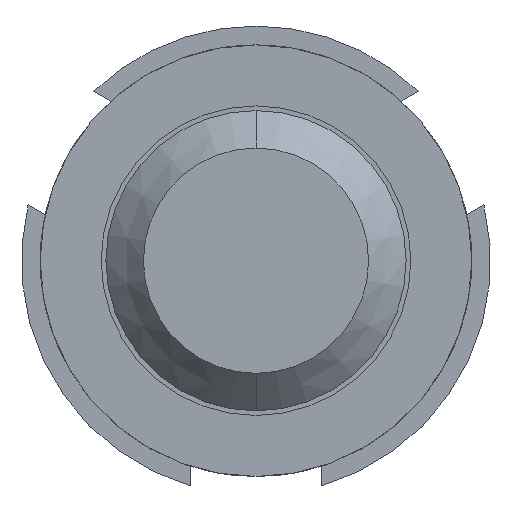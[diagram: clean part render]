
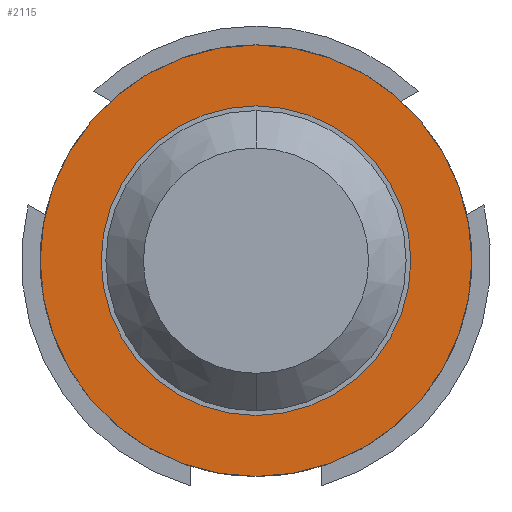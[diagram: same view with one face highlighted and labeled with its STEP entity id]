
A CAD part, front view. The second image highlights one B-rep face of the part: STEP entity #2115.
In plain terms, the highlighted planar face has unit normal (0, -1, 0).
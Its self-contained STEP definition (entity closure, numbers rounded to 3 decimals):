
#38 = CARTESIAN_POINT ( 'NONE',  ( 0.825, 12.25, 0. ) ) ;
#161 = CARTESIAN_POINT ( 'NONE',  ( 0., 12.25, 0. ) ) ;
#173 = DIRECTION ( 'NONE',  ( 0., 1., 0. ) ) ;
#270 = DIRECTION ( 'NONE',  ( 0., 0., 1. ) ) ;
#490 = DIRECTION ( 'NONE',  ( 0., 0., 1. ) ) ;
#502 = EDGE_CURVE ( 'NONE', #1268, #1415, #2099, .T. ) ;
#651 = ORIENTED_EDGE ( 'NONE', *, *, #736, .F. ) ;
#722 = AXIS2_PLACEMENT_3D ( 'NONE', #38, #2177, #490 ) ;
#736 = EDGE_CURVE ( 'NONE', #4469, #1981, #3011, .T. ) ;
#1068 = CARTESIAN_POINT ( 'NONE',  ( 0., 12.25, -0.825 ) ) ;
#1268 = VERTEX_POINT ( 'NONE', #3841 ) ;
#1349 = DIRECTION ( 'NONE',  ( 0., 1., 0. ) ) ;
#1370 = EDGE_CURVE ( 'NONE', #1981, #4469, #3052, .T. ) ;
#1415 = VERTEX_POINT ( 'NONE', #1068 ) ;
#1426 = FACE_BOUND ( 'NONE', #1573, .T. ) ;
#1459 = DIRECTION ( 'NONE',  ( 0., 1., 0. ) ) ;
#1573 = EDGE_LOOP ( 'NONE', ( #2365, #4741 ) ) ;
#1628 = FACE_OUTER_BOUND ( 'NONE', #3519, .T. ) ;
#1880 = DIRECTION ( 'NONE',  ( 0., 0., 1. ) ) ;
#1946 = CARTESIAN_POINT ( 'NONE',  ( 0., 12.25, -1.15 ) ) ;
#1981 = VERTEX_POINT ( 'NONE', #1946 ) ;
#2099 = CIRCLE ( 'NONE', #5288, 0.825 ) ;
#2115 = ADVANCED_FACE ( 'NONE', ( #1628, #1426 ), #2119, .F. ) ;
#2119 = PLANE ( 'NONE',  #722 ) ;
#2177 = DIRECTION ( 'NONE',  ( 0., 1., 0. ) ) ;
#2365 = ORIENTED_EDGE ( 'NONE', *, *, #502, .T. ) ;
#2442 = AXIS2_PLACEMENT_3D ( 'NONE', #2669, #173, #3086 ) ;
#2595 = CARTESIAN_POINT ( 'NONE',  ( 0., 12.25, 0. ) ) ;
#2669 = CARTESIAN_POINT ( 'NONE',  ( 0., 12.25, 0. ) ) ;
#2707 = EDGE_CURVE ( 'NONE', #1415, #1268, #3660, .T. ) ;
#3011 = CIRCLE ( 'NONE', #2442, 1.15 ) ;
#3052 = CIRCLE ( 'NONE', #3207, 1.15 ) ;
#3086 = DIRECTION ( 'NONE',  ( 0., 0., 1. ) ) ;
#3207 = AXIS2_PLACEMENT_3D ( 'NONE', #161, #1459, #1880 ) ;
#3518 = ORIENTED_EDGE ( 'NONE', *, *, #1370, .F. ) ;
#3519 = EDGE_LOOP ( 'NONE', ( #651, #3518 ) ) ;
#3660 = CIRCLE ( 'NONE', #4793, 0.825 ) ;
#3810 = DIRECTION ( 'NONE',  ( 0., 0., 1. ) ) ;
#3841 = CARTESIAN_POINT ( 'NONE',  ( 0., 12.25, 0.825 ) ) ;
#4425 = CARTESIAN_POINT ( 'NONE',  ( 0., 12.25, 0. ) ) ;
#4469 = VERTEX_POINT ( 'NONE', #4529 ) ;
#4529 = CARTESIAN_POINT ( 'NONE',  ( 0., 12.25, 1.15 ) ) ;
#4741 = ORIENTED_EDGE ( 'NONE', *, *, #2707, .T. ) ;
#4793 = AXIS2_PLACEMENT_3D ( 'NONE', #2595, #1349, #3810 ) ;
#4900 = DIRECTION ( 'NONE',  ( 0., 1., 0. ) ) ;
#5288 = AXIS2_PLACEMENT_3D ( 'NONE', #4425, #4900, #270 ) ;
